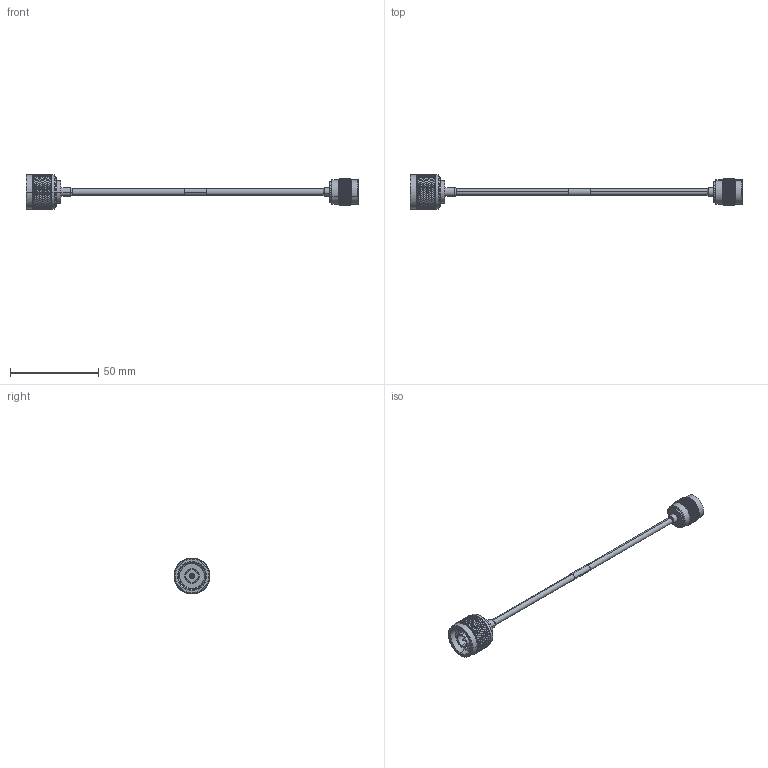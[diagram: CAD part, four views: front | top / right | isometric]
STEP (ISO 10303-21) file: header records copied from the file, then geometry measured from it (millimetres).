
FILE_DESCRIPTION (( 'STEP AP214' ), '1' );
FILE_NAME ('LCCA30444.step', '2020-05-02T08:40:43', ( '' ), ( '' ), 'SwSTEP 2.0', 'SolidWorks 2018', '' );
FILE_SCHEMA (( 'AUTOMOTIVE_DESIGN' ));
Length unit declared in the file: inch
Products named in the file (7): LC141TB (141 FORMABLE); solder plug left^LCCA30444; LCCN3059; LCCN3051; LCCA30444; solder plug right^LCCA30444; 1AW01-003_.152 ID
Assembly tree (6 placements, depth 2):
  LCCA30444
    LC141TB (141 FORMABLE)
    LCCN3051
    solder plug left^LCCA30444
    1AW01-003_.152 ID
    LCCN3059
    solder plug right^LCCA30444
Bounding box: 188.63 x 20.32 x 20.32 mm (x, y, z)
Volume: 7344.4 mm3; surface area: 7513.9 mm2
Topology: 6 solids, 6 shells, 4485 faces, 9552 edges, 5093 vertices
Faces by surface type: bspline 3478, cylinder 906, plane 51, cone 36, torus 10, sphere 4
Entity records: 177145 total; most frequent: CARTESIAN_POINT 118877, ORIENTED_EDGE 19104, EDGE_CURVE 9552, VERTEX_POINT 5093, EDGE_LOOP 4505, ADVANCED_FACE 4485, FACE_OUTER_BOUND 4485, B_SPLINE_CURVE_WITH_KNOTS 4088
